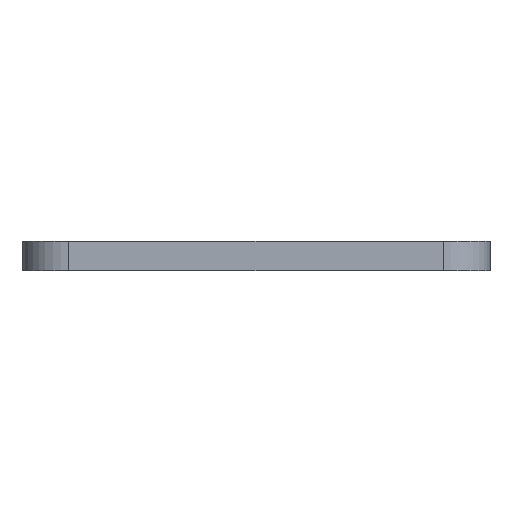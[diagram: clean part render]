
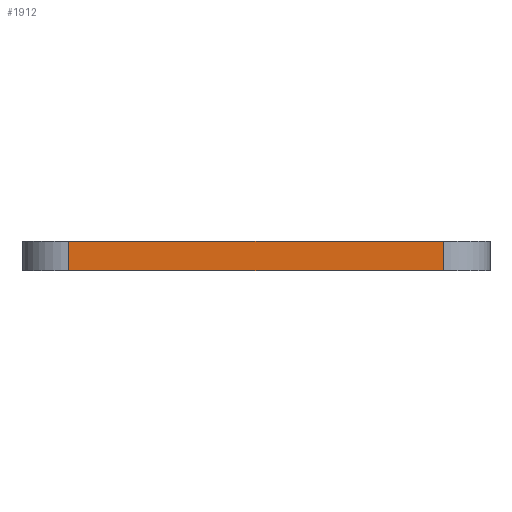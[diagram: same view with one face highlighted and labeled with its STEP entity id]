
A CAD part, left-side view. The second image highlights one B-rep face of the part: STEP entity #1912.
In plain terms, the highlighted planar face has unit normal (-1, 0, 0).
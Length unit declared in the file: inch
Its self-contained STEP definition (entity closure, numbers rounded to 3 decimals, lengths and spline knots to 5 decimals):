
#7 = CARTESIAN_POINT ( 'NONE',  ( -3.4626, 0.1, 0. ) ) ;
#45 = DIRECTION ( 'NONE',  ( 0., 0., 1. ) ) ;
#188 = VERTEX_POINT ( 'NONE', #1089 ) ;
#229 = ORIENTED_EDGE ( 'NONE', *, *, #2370, .T. ) ;
#306 = LINE ( 'NONE', #2955, #1708 ) ;
#381 = CARTESIAN_POINT ( 'NONE',  ( -3.4626, 0.1, 0.0625 ) ) ;
#549 = PLANE ( 'NONE',  #600 ) ;
#600 = AXIS2_PLACEMENT_3D ( 'NONE', #3126, #2329, #2573 ) ;
#655 = CARTESIAN_POINT ( 'NONE',  ( -3.4626, 0., 0.0625 ) ) ;
#865 = ORIENTED_EDGE ( 'NONE', *, *, #2302, .T. ) ;
#995 = VECTOR ( 'NONE', #1035, 39.37008 ) ;
#1005 = CARTESIAN_POINT ( 'NONE',  ( -3.4626, 0.9, 0. ) ) ;
#1035 = DIRECTION ( 'NONE',  ( 0., -1., 0. ) ) ;
#1089 = CARTESIAN_POINT ( 'NONE',  ( -3.4626, 0.9, 0.0625 ) ) ;
#1469 = VECTOR ( 'NONE', #1940, 39.37008 ) ;
#1548 = CARTESIAN_POINT ( 'NONE',  ( -3.4626, 0.1, 0.0625 ) ) ;
#1565 = ORIENTED_EDGE ( 'NONE', *, *, #2026, .F. ) ;
#1681 = VERTEX_POINT ( 'NONE', #381 ) ;
#1708 = VECTOR ( 'NONE', #1938, 39.37008 ) ;
#1744 = LINE ( 'NONE', #2761, #995 ) ;
#1799 = EDGE_CURVE ( 'NONE', #188, #2196, #306, .T. ) ;
#1912 = ADVANCED_FACE ( 'NONE', ( #2624 ), #549, .F. ) ;
#1938 = DIRECTION ( 'NONE',  ( 0., 0., -1. ) ) ;
#1940 = DIRECTION ( 'NONE',  ( 0., -1., 0. ) ) ;
#2026 = EDGE_CURVE ( 'NONE', #188, #1681, #2151, .T. ) ;
#2151 = LINE ( 'NONE', #655, #1469 ) ;
#2196 = VERTEX_POINT ( 'NONE', #1005 ) ;
#2278 = EDGE_LOOP ( 'NONE', ( #865, #229, #1565, #2633 ) ) ;
#2302 = EDGE_CURVE ( 'NONE', #2196, #2604, #1744, .T. ) ;
#2329 = DIRECTION ( 'NONE',  ( 1., 0., 0. ) ) ;
#2370 = EDGE_CURVE ( 'NONE', #2604, #1681, #2858, .T. ) ;
#2428 = VECTOR ( 'NONE', #45, 39.37008 ) ;
#2573 = DIRECTION ( 'NONE',  ( 0., 0., -1. ) ) ;
#2604 = VERTEX_POINT ( 'NONE', #7 ) ;
#2624 = FACE_OUTER_BOUND ( 'NONE', #2278, .T. ) ;
#2633 = ORIENTED_EDGE ( 'NONE', *, *, #1799, .T. ) ;
#2761 = CARTESIAN_POINT ( 'NONE',  ( -3.4626, 0., 0. ) ) ;
#2858 = LINE ( 'NONE', #1548, #2428 ) ;
#2955 = CARTESIAN_POINT ( 'NONE',  ( -3.4626, 0.9, 0.0625 ) ) ;
#3126 = CARTESIAN_POINT ( 'NONE',  ( -3.4626, 0., 0.0625 ) ) ;
